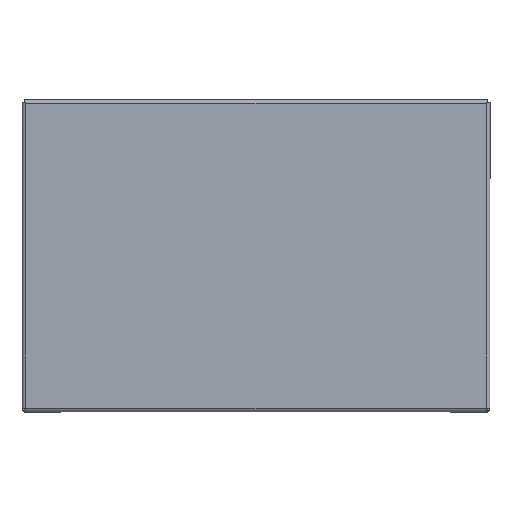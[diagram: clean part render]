
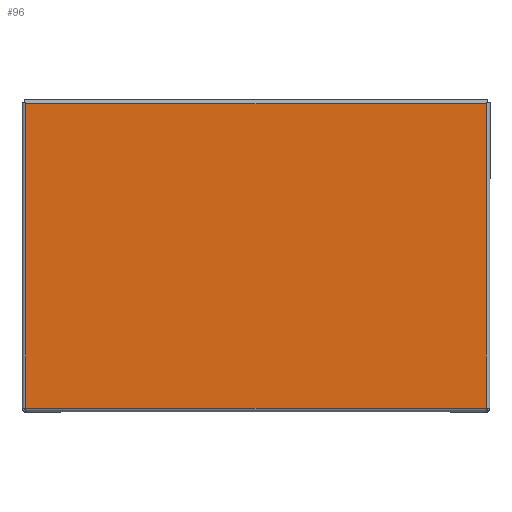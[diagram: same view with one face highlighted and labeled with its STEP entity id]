
A CAD part, top view. The second image highlights one B-rep face of the part: STEP entity #96.
In plain terms, the highlighted planar face has unit normal (0, 0, 1).
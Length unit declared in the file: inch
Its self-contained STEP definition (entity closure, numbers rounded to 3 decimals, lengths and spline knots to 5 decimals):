
#8 = VECTOR ( 'NONE', #374, 39.37008 ) ;
#21 = VERTEX_POINT ( 'NONE', #1370 ) ;
#24 = EDGE_CURVE ( 'NONE', #2264, #1154, #2186, .T. ) ;
#96 = ADVANCED_FACE ( 'NONE', ( #520 ), #1879, .T. ) ;
#116 = DIRECTION ( 'NONE',  ( 0., 1., 0. ) ) ;
#119 = EDGE_CURVE ( 'NONE', #21, #1487, #2465, .T. ) ;
#152 = DIRECTION ( 'NONE',  ( 1., 0., 0. ) ) ;
#374 = DIRECTION ( 'NONE',  ( -1., 0., 0. ) ) ;
#386 = LINE ( 'NONE', #748, #8 ) ;
#499 = ORIENTED_EDGE ( 'NONE', *, *, #752, .F. ) ;
#520 = FACE_OUTER_BOUND ( 'NONE', #2418, .T. ) ;
#693 = DIRECTION ( 'NONE',  ( 0., 0., 1. ) ) ;
#748 = CARTESIAN_POINT ( 'NONE',  ( 0.143, 0.048, 8. ) ) ;
#752 = EDGE_CURVE ( 'NONE', #1154, #21, #386, .T. ) ;
#770 = VECTOR ( 'NONE', #116, 39.37008 ) ;
#1004 = CARTESIAN_POINT ( 'NONE',  ( 17.857, 11.762, 8. ) ) ;
#1137 = ORIENTED_EDGE ( 'NONE', *, *, #1162, .F. ) ;
#1154 = VERTEX_POINT ( 'NONE', #2321 ) ;
#1162 = EDGE_CURVE ( 'NONE', #1487, #2264, #2475, .T. ) ;
#1238 = DIRECTION ( 'NONE',  ( 0., -1., 0. ) ) ;
#1255 = VECTOR ( 'NONE', #152, 39.37008 ) ;
#1294 = CARTESIAN_POINT ( 'NONE',  ( 0.143, 11.762, 8. ) ) ;
#1370 = CARTESIAN_POINT ( 'NONE',  ( 0.143, 0.048, 8. ) ) ;
#1400 = ORIENTED_EDGE ( 'NONE', *, *, #24, .F. ) ;
#1426 = CARTESIAN_POINT ( 'NONE',  ( 0.143, 11.762, 8. ) ) ;
#1487 = VERTEX_POINT ( 'NONE', #1426 ) ;
#1648 = AXIS2_PLACEMENT_3D ( 'NONE', #2256, #693, #2228 ) ;
#1689 = ORIENTED_EDGE ( 'NONE', *, *, #119, .F. ) ;
#1786 = VECTOR ( 'NONE', #1238, 39.37008 ) ;
#1838 = CARTESIAN_POINT ( 'NONE',  ( 17.857, 0.048, 8. ) ) ;
#1879 = PLANE ( 'NONE',  #1648 ) ;
#2186 = LINE ( 'NONE', #1838, #1786 ) ;
#2228 = DIRECTION ( 'NONE',  ( 1., 0., 0. ) ) ;
#2256 = CARTESIAN_POINT ( 'NONE',  ( 0., 0., 8. ) ) ;
#2264 = VERTEX_POINT ( 'NONE', #1004 ) ;
#2321 = CARTESIAN_POINT ( 'NONE',  ( 17.857, 0.048, 8. ) ) ;
#2418 = EDGE_LOOP ( 'NONE', ( #1400, #1137, #1689, #499 ) ) ;
#2462 = CARTESIAN_POINT ( 'NONE',  ( 0.143, 11.762, 8. ) ) ;
#2465 = LINE ( 'NONE', #1294, #770 ) ;
#2475 = LINE ( 'NONE', #2462, #1255 ) ;
